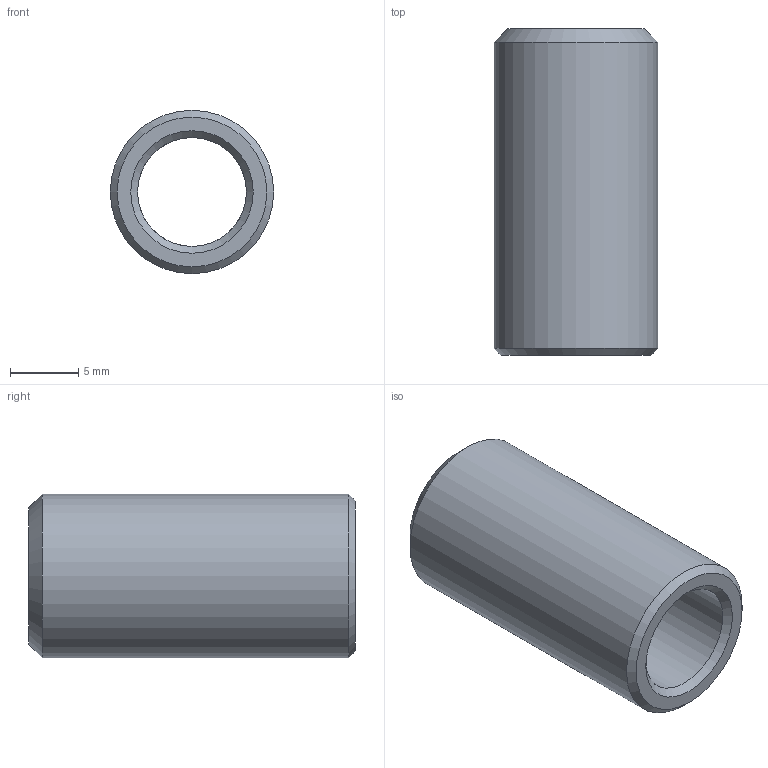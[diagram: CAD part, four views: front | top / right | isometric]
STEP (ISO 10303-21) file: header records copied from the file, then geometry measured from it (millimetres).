
FILE_DESCRIPTION((''),'2;1');
FILE_NAME('AR3098.stp','2019-01-23T12:24:04',('Envy'),(''),'Autodesk Inventor 2013','Autodesk Inventor 2013','');
FILE_SCHEMA(('AUTOMOTIVE_DESIGN { 1 0 10303 214 1 1 1 1 }'));
Length unit declared in the file: millimetre
Products named in the file (1): AR3098
Bounding box: 12 x 24 x 12 mm (x, y, z)
Volume: 1419.8 mm3; surface area: 1619 mm2
Topology: 1 solids, 1 shells, 38 faces, 105 edges, 69 vertices
Faces by surface type: cylinder 26, plane 8, cone 4
Full cylindrical faces by diameter (mm): 8 x1, 12 x1
Entity records: 1240 total; most frequent: CARTESIAN_POINT 239, DIRECTION 224, ORIENTED_EDGE 194, AXIS2_PLACEMENT_3D 100, EDGE_CURVE 97, VERTEX_POINT 67, CIRCLE 61, EDGE_LOOP 46
